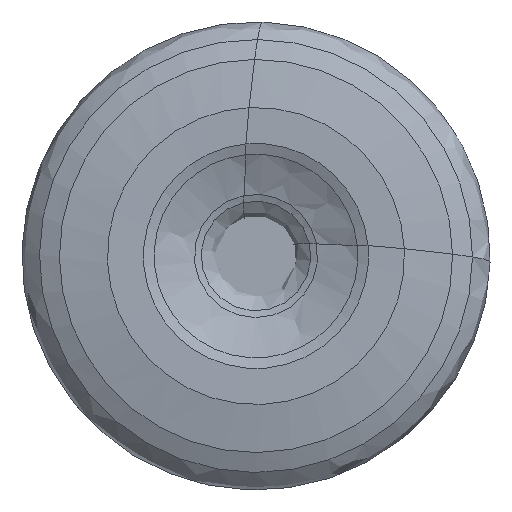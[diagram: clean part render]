
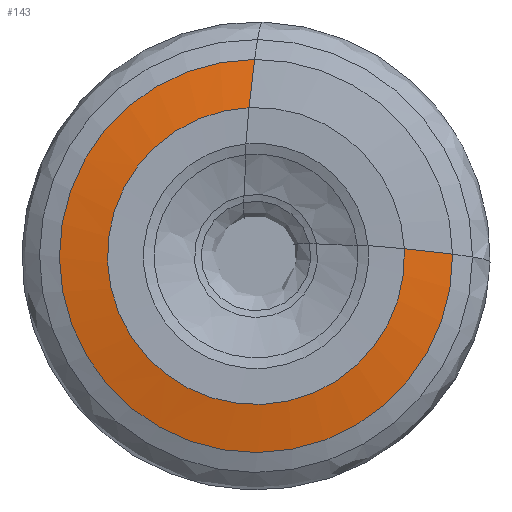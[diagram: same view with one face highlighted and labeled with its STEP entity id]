
A CAD part, left-side view. The second image highlights one B-rep face of the part: STEP entity #143.
In plain terms, the highlighted free-form (B-spline) face has degree [1, 3] with [2, 7] control points.
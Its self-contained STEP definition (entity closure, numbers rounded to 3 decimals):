
#143=ADVANCED_FACE('',(#254),#210,.F.);
#210=(
BOUNDED_SURFACE()
B_SPLINE_SURFACE(1,3,((#1590,#1591,#1592,#1593,#1594,#1595,#1596),(#1597,
#1598,#1599,#1600,#1601,#1602,#1603)),.UNSPECIFIED.,.F.,.F.,.F.)
B_SPLINE_SURFACE_WITH_KNOTS((2,2),(4,3,4),(0.,1.),(0.,0.5,1.),
 .UNSPECIFIED.)
GEOMETRIC_REPRESENTATION_ITEM()
RATIONAL_B_SPLINE_SURFACE(((1.,0.588,0.588,1.,0.588,
0.588,1.),(1.,0.588,0.588,1.,0.588,
0.588,1.)))
REPRESENTATION_ITEM('')
SURFACE()
);
#254=FACE_OUTER_BOUND('',#298,.T.);
#298=EDGE_LOOP('',(#514,#515,#516,#517));
#397=CIRCLE('',#926,10.136);
#398=CIRCLE('',#927,13.413);
#514=ORIENTED_EDGE('',*,*,#780,.F.);
#515=ORIENTED_EDGE('',*,*,#781,.F.);
#516=ORIENTED_EDGE('',*,*,#777,.T.);
#517=ORIENTED_EDGE('',*,*,#782,.F.);
#696=VERTEX_POINT('',#1567);
#697=VERTEX_POINT('',#1568);
#698=VERTEX_POINT('',#1586);
#699=VERTEX_POINT('',#1587);
#777=EDGE_CURVE('',#696,#697,#397,.T.);
#780=EDGE_CURVE('',#698,#699,#398,.T.);
#781=EDGE_CURVE('',#696,#698,#862,.T.);
#782=EDGE_CURVE('',#699,#697,#863,.T.);
#862=LINE('',#1588,#892);
#863=LINE('',#1589,#893);
#892=VECTOR('',#1077,1.);
#893=VECTOR('',#1078,1.);
#926=AXIS2_PLACEMENT_3D('',#1566,#1071,#1072);
#927=AXIS2_PLACEMENT_3D('',#1585,#1075,#1076);
#1071=DIRECTION('',(1.,0.,0.));
#1072=DIRECTION('',(0.,-0.999,0.049));
#1075=DIRECTION('',(1.,0.,0.));
#1076=DIRECTION('',(0.,-1.,0.01));
#1077=DIRECTION('',(0.172,-0.979,-0.11));
#1078=DIRECTION('',(-0.172,0.112,-0.979));
#1566=CARTESIAN_POINT('',(0.,0.,0.));
#1567=CARTESIAN_POINT('',(0.,-10.124,0.497));
#1568=CARTESIAN_POINT('',(0.,0.473,10.125));
#1585=CARTESIAN_POINT('',(0.577,0.,0.));
#1586=CARTESIAN_POINT('',(0.577,-13.412,0.128));
#1587=CARTESIAN_POINT('',(0.577,0.097,13.413));
#1588=CARTESIAN_POINT('',(0.,-10.124,0.497));
#1589=CARTESIAN_POINT('',(0.,0.473,10.125));
#1590=CARTESIAN_POINT('',(0.,-10.124,0.497));
#1591=CARTESIAN_POINT('',(0.,-10.644,-10.109));
#1592=CARTESIAN_POINT('',(0.,-1.043,-14.643));
#1593=CARTESIAN_POINT('',(0.,6.816,-7.502));
#1594=CARTESIAN_POINT('',(0.,14.675,-0.362));
#1595=CARTESIAN_POINT('',(0.,11.08,9.629));
#1596=CARTESIAN_POINT('',(0.,0.473,10.125));
#1597=CARTESIAN_POINT('',(0.577,-13.412,0.128));
#1598=CARTESIAN_POINT('',(0.577,-13.546,-13.923));
#1599=CARTESIAN_POINT('',(0.577,-0.613,-19.415));
#1600=CARTESIAN_POINT('',(0.577,9.405,-9.563));
#1601=CARTESIAN_POINT('',(0.577,19.423,0.289));
#1602=CARTESIAN_POINT('',(0.577,14.147,13.312));
#1603=CARTESIAN_POINT('',(0.577,0.097,13.413));
